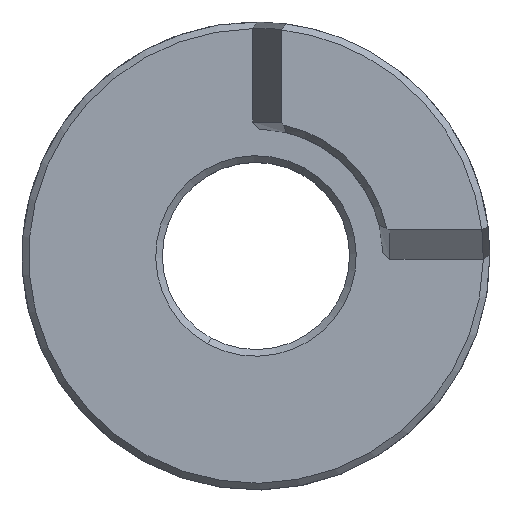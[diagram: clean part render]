
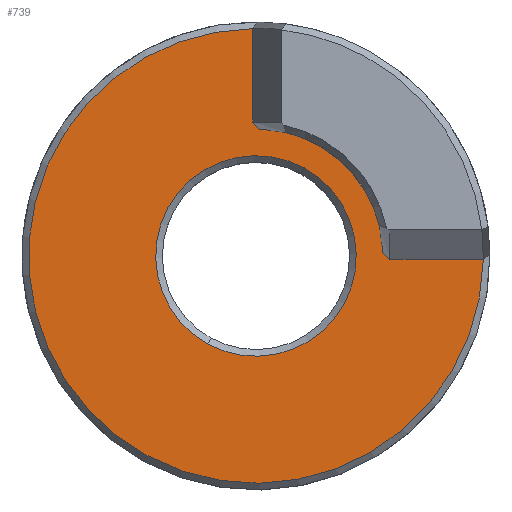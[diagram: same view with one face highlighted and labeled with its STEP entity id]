
A CAD part, top view. The second image highlights one B-rep face of the part: STEP entity #739.
In plain terms, the highlighted planar face has unit normal (0, 0, 1).
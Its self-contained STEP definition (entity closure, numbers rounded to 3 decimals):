
#305=CARTESIAN_POINT('Vertex',(17.004,17.25,5.)) ;
#308=CARTESIAN_POINT('Axis2P3D Location',(0.,17.5,5.)) ;
#312=CARTESIAN_POINT('Vertex',(-8.15,2.581,5.)) ;
#336=CARTESIAN_POINT('Vertex',(-0.25,34.498,5.)) ;
#339=CARTESIAN_POINT('Axis2P3D Location',(0.,17.5,5.)) ;
#401=CARTESIAN_POINT('Vertex',(10.019,17.25,5.)) ;
#404=CARTESIAN_POINT('Line Origine',(8.625,17.25,5.)) ;
#467=CARTESIAN_POINT('Vertex',(9.496,17.782,5.)) ;
#471=CARTESIAN_POINT('Control Point',(9.496,17.782,5.)) ;
#472=CARTESIAN_POINT('Control Point',(9.672,17.605,5.)) ;
#473=CARTESIAN_POINT('Control Point',(9.847,17.428,5.)) ;
#474=CARTESIAN_POINT('Control Point',(10.019,17.25,5.)) ;
#494=CARTESIAN_POINT('Vertex',(-0.25,27.519,5.)) ;
#504=CARTESIAN_POINT('Line Origine',(-0.25,27.217,5.)) ;
#528=CARTESIAN_POINT('Vertex',(0.282,26.996,5.)) ;
#533=CARTESIAN_POINT('Axis2P3D Location',(0.,17.5,5.)) ;
#618=CARTESIAN_POINT('Control Point',(0.282,26.996,5.)) ;
#619=CARTESIAN_POINT('Control Point',(0.105,27.172,5.)) ;
#620=CARTESIAN_POINT('Control Point',(-0.072,27.347,5.)) ;
#621=CARTESIAN_POINT('Control Point',(-0.25,27.519,5.)) ;
#707=CARTESIAN_POINT('Axis2P3D Location',(0.,0.,5.)) ;
#721=CARTESIAN_POINT('Axis2P3D Location',(0.,17.5,5.)) ;
#725=CARTESIAN_POINT('Vertex',(3.596,24.082,5.)) ;
#727=CARTESIAN_POINT('Vertex',(-3.596,10.918,5.)) ;
#730=CARTESIAN_POINT('Axis2P3D Location',(0.,17.5,5.)) ;
#309=DIRECTION('Axis2P3D Direction',(0.,0.,1.)) ;
#340=DIRECTION('Axis2P3D Direction',(0.,0.,1.)) ;
#405=DIRECTION('Vector Direction',(-1.,0.,0.)) ;
#505=DIRECTION('Vector Direction',(0.,1.,0.)) ;
#534=DIRECTION('Axis2P3D Direction',(0.,0.,1.)) ;
#708=DIRECTION('Axis2P3D Direction',(0.,0.,1.)) ;
#709=DIRECTION('Axis2P3D XDirection',(1.,0.,0.)) ;
#722=DIRECTION('Axis2P3D Direction',(0.,0.,1.)) ;
#731=DIRECTION('Axis2P3D Direction',(0.,0.,1.)) ;
#310=AXIS2_PLACEMENT_3D('Circle Axis2P3D',#308,#309,$) ;
#341=AXIS2_PLACEMENT_3D('Circle Axis2P3D',#339,#340,$) ;
#535=AXIS2_PLACEMENT_3D('Circle Axis2P3D',#533,#534,$) ;
#710=AXIS2_PLACEMENT_3D('Plane Axis2P3D',#707,#708,#709) ;
#723=AXIS2_PLACEMENT_3D('Circle Axis2P3D',#721,#722,$) ;
#732=AXIS2_PLACEMENT_3D('Circle Axis2P3D',#730,#731,$) ;
#713=ORIENTED_EDGE('',*,*,#622,.F.) ;
#714=ORIENTED_EDGE('',*,*,#508,.T.) ;
#715=ORIENTED_EDGE('',*,*,#343,.T.) ;
#716=ORIENTED_EDGE('',*,*,#314,.T.) ;
#717=ORIENTED_EDGE('',*,*,#408,.T.) ;
#718=ORIENTED_EDGE('',*,*,#475,.F.) ;
#719=ORIENTED_EDGE('',*,*,#537,.T.) ;
#736=ORIENTED_EDGE('',*,*,#729,.F.) ;
#737=ORIENTED_EDGE('',*,*,#734,.F.) ;
#738=FACE_BOUND('',#735,.T.) ;
#406=VECTOR('Line Direction',#405,1.) ;
#506=VECTOR('Line Direction',#505,1.) ;
#739=ADVANCED_FACE('Corps principal',(#720,#738),#711,.T.) ;
#470=B_SPLINE_CURVE_WITH_KNOTS('',3,(#471,#472,#473,#474),.UNSPECIFIED.,.F.,.U.,(4,4),(0.,1.147),.UNSPECIFIED.) ;
#617=B_SPLINE_CURVE_WITH_KNOTS('',3,(#618,#619,#620,#621),.UNSPECIFIED.,.F.,.U.,(4,4),(0.,1.147),.UNSPECIFIED.) ;
#311=CIRCLE('generated circle',#310,17.) ;
#342=CIRCLE('generated circle',#341,17.) ;
#536=CIRCLE('generated circle',#535,9.5) ;
#724=CIRCLE('generated circle',#723,7.5) ;
#733=CIRCLE('generated circle',#732,7.5) ;
#314=EDGE_CURVE('',#313,#306,#311,.T.) ;
#343=EDGE_CURVE('',#337,#313,#342,.T.) ;
#408=EDGE_CURVE('',#306,#402,#407,.T.) ;
#475=EDGE_CURVE('',#468,#402,#470,.T.) ;
#508=EDGE_CURVE('',#495,#337,#507,.T.) ;
#537=EDGE_CURVE('',#468,#529,#536,.T.) ;
#622=EDGE_CURVE('',#495,#529,#617,.F.) ;
#729=EDGE_CURVE('',#726,#728,#724,.T.) ;
#734=EDGE_CURVE('',#728,#726,#733,.T.) ;
#712=EDGE_LOOP('',(#713,#714,#715,#716,#717,#718,#719)) ;
#735=EDGE_LOOP('',(#736,#737)) ;
#720=FACE_OUTER_BOUND('',#712,.T.) ;
#407=LINE('Line',#404,#406) ;
#507=LINE('Line',#504,#506) ;
#711=PLANE('',#710) ;
#306=VERTEX_POINT('',#305) ;
#313=VERTEX_POINT('',#312) ;
#337=VERTEX_POINT('',#336) ;
#402=VERTEX_POINT('',#401) ;
#468=VERTEX_POINT('',#467) ;
#495=VERTEX_POINT('',#494) ;
#529=VERTEX_POINT('',#528) ;
#726=VERTEX_POINT('',#725) ;
#728=VERTEX_POINT('',#727) ;
